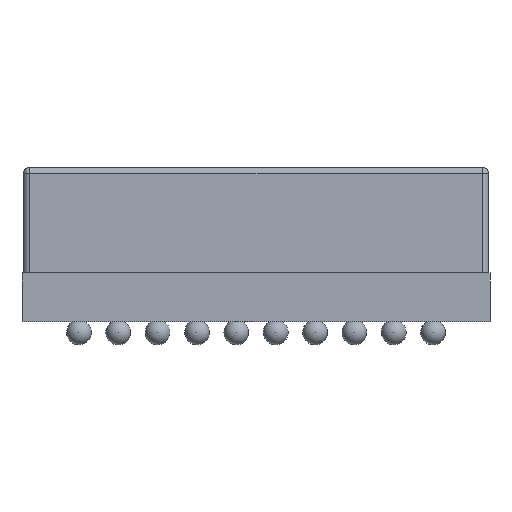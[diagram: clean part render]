
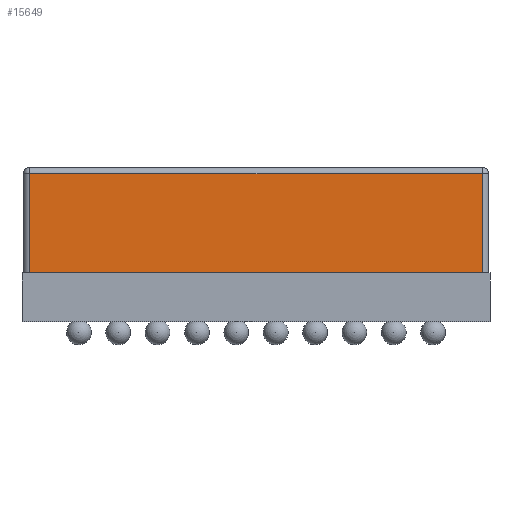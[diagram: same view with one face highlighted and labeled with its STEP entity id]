
A CAD part, left-side view. The second image highlights one B-rep face of the part: STEP entity #15649.
In plain terms, the highlighted planar face has unit normal (-1, 0, 0).
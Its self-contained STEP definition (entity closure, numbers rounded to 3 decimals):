
#810 = DIRECTION ( 'NONE',  ( 0., 1., 0. ) ) ;
#882 = CARTESIAN_POINT ( 'NONE',  ( -7.5, -7.3, 1.57 ) ) ;
#1333 = CARTESIAN_POINT ( 'NONE',  ( -7.5, -7.3, 4.97 ) ) ;
#2475 = EDGE_CURVE ( 'NONE', #17155, #7408, #12119, .T. ) ;
#2576 = VECTOR ( 'NONE', #4896, 1000. ) ;
#2958 = CARTESIAN_POINT ( 'NONE',  ( -7.5, 7.3, 4.77 ) ) ;
#3029 = DIRECTION ( 'NONE',  ( 0., 0., 1. ) ) ;
#3147 = FACE_OUTER_BOUND ( 'NONE', #8954, .T. ) ;
#3217 = ORIENTED_EDGE ( 'NONE', *, *, #2475, .F. ) ;
#3325 = CARTESIAN_POINT ( 'NONE',  ( -7.5, 7.3, 1.57 ) ) ;
#4191 = VERTEX_POINT ( 'NONE', #12550 ) ;
#4770 = EDGE_CURVE ( 'NONE', #17155, #4191, #9400, .T. ) ;
#4896 = DIRECTION ( 'NONE',  ( 0., 0., -1. ) ) ;
#5042 = DIRECTION ( 'NONE',  ( 1., 0., 0. ) ) ;
#5797 = EDGE_CURVE ( 'NONE', #4191, #18203, #13474, .T. ) ;
#6051 = VECTOR ( 'NONE', #18535, 1000. ) ;
#6674 = DIRECTION ( 'NONE',  ( 0., 0., -1. ) ) ;
#7408 = VERTEX_POINT ( 'NONE', #3325 ) ;
#7600 = VECTOR ( 'NONE', #3029, 1000. ) ;
#7792 = PLANE ( 'NONE',  #9968 ) ;
#8051 = CARTESIAN_POINT ( 'NONE',  ( -7.5, 7.3, 4.97 ) ) ;
#8302 = VECTOR ( 'NONE', #810, 1000. ) ;
#8954 = EDGE_LOOP ( 'NONE', ( #3217, #12460, #19665, #17844 ) ) ;
#9400 = LINE ( 'NONE', #1333, #7600 ) ;
#9968 = AXIS2_PLACEMENT_3D ( 'NONE', #11283, #5042, #6674 ) ;
#11283 = CARTESIAN_POINT ( 'NONE',  ( -7.5, -7.5, 4.97 ) ) ;
#12119 = LINE ( 'NONE', #15412, #6051 ) ;
#12460 = ORIENTED_EDGE ( 'NONE', *, *, #4770, .T. ) ;
#12550 = CARTESIAN_POINT ( 'NONE',  ( -7.5, -7.3, 4.77 ) ) ;
#12951 = LINE ( 'NONE', #8051, #2576 ) ;
#13474 = LINE ( 'NONE', #16477, #8302 ) ;
#15412 = CARTESIAN_POINT ( 'NONE',  ( -7.5, -7.5, 1.57 ) ) ;
#15649 = ADVANCED_FACE ( 'NONE', ( #3147 ), #7792, .F. ) ;
#16477 = CARTESIAN_POINT ( 'NONE',  ( -7.5, -7.5, 4.77 ) ) ;
#16994 = EDGE_CURVE ( 'NONE', #18203, #7408, #12951, .T. ) ;
#17155 = VERTEX_POINT ( 'NONE', #882 ) ;
#17844 = ORIENTED_EDGE ( 'NONE', *, *, #16994, .T. ) ;
#18203 = VERTEX_POINT ( 'NONE', #2958 ) ;
#18535 = DIRECTION ( 'NONE',  ( 0., 1., 0. ) ) ;
#19665 = ORIENTED_EDGE ( 'NONE', *, *, #5797, .T. ) ;
